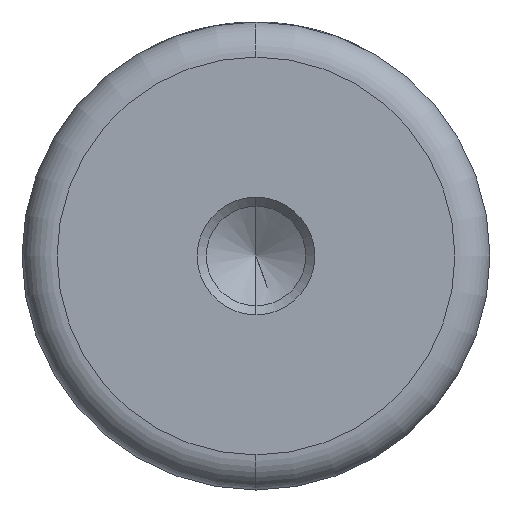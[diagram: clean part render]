
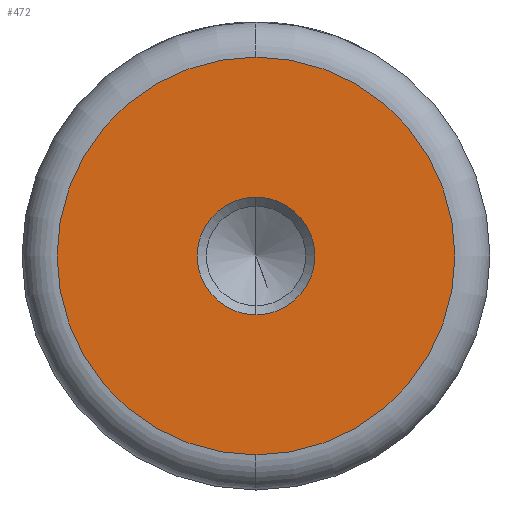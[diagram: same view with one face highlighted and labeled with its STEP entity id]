
A CAD part, left-side view. The second image highlights one B-rep face of the part: STEP entity #472.
In plain terms, the highlighted planar face has unit normal (-1, 0, 0).
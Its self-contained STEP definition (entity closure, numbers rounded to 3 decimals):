
#80 = AXIS2_PLACEMENT_3D ( 'NONE', #970, #329, #1082 ) ;
#99 = FACE_OUTER_BOUND ( 'NONE', #655, .T. ) ;
#141 = AXIS2_PLACEMENT_3D ( 'NONE', #152, #929, #283 ) ;
#152 = CARTESIAN_POINT ( 'NONE',  ( 0., 0., 0. ) ) ;
#206 = EDGE_CURVE ( 'NONE', #1388, #1317, #1342, .T. ) ;
#234 = CARTESIAN_POINT ( 'NONE',  ( 0., 0., -5.025 ) ) ;
#254 = EDGE_CURVE ( 'NONE', #797, #644, #310, .T. ) ;
#283 = DIRECTION ( 'NONE',  ( 0., 0., 1. ) ) ;
#310 = CIRCLE ( 'NONE', #80, 5.025 ) ;
#327 = FACE_BOUND ( 'NONE', #1159, .T. ) ;
#329 = DIRECTION ( 'NONE',  ( -1., 0., 0. ) ) ;
#376 = CARTESIAN_POINT ( 'NONE',  ( 0., 0., 0. ) ) ;
#472 = ADVANCED_FACE ( 'NONE', ( #327, #99 ), #499, .T. ) ;
#490 = CARTESIAN_POINT ( 'NONE',  ( 0., 0., -17. ) ) ;
#499 = PLANE ( 'NONE',  #1215 ) ;
#522 = CARTESIAN_POINT ( 'NONE',  ( 0., 0., 17. ) ) ;
#533 = DIRECTION ( 'NONE',  ( -1., 0., 0. ) ) ;
#565 = ORIENTED_EDGE ( 'NONE', *, *, #206, .T. ) ;
#570 = CIRCLE ( 'NONE', #141, 17. ) ;
#603 = DIRECTION ( 'NONE',  ( 0., 0., 1. ) ) ;
#642 = EDGE_CURVE ( 'NONE', #1317, #1388, #570, .T. ) ;
#644 = VERTEX_POINT ( 'NONE', #1263 ) ;
#649 = CARTESIAN_POINT ( 'NONE',  ( 0., 0., 0. ) ) ;
#655 = EDGE_LOOP ( 'NONE', ( #565, #933 ) ) ;
#756 = DIRECTION ( 'NONE',  ( 0., 0., 1. ) ) ;
#797 = VERTEX_POINT ( 'NONE', #234 ) ;
#927 = AXIS2_PLACEMENT_3D ( 'NONE', #1168, #533, #1284 ) ;
#929 = DIRECTION ( 'NONE',  ( -1., 0., 0. ) ) ;
#933 = ORIENTED_EDGE ( 'NONE', *, *, #642, .T. ) ;
#970 = CARTESIAN_POINT ( 'NONE',  ( 0., 0., 0. ) ) ;
#1015 = AXIS2_PLACEMENT_3D ( 'NONE', #649, #1417, #756 ) ;
#1082 = DIRECTION ( 'NONE',  ( 0., 0., 1. ) ) ;
#1127 = DIRECTION ( 'NONE',  ( -1., 0., 0. ) ) ;
#1159 = EDGE_LOOP ( 'NONE', ( #1243, #1211 ) ) ;
#1168 = CARTESIAN_POINT ( 'NONE',  ( 0., 0., 0. ) ) ;
#1211 = ORIENTED_EDGE ( 'NONE', *, *, #254, .F. ) ;
#1215 = AXIS2_PLACEMENT_3D ( 'NONE', #376, #1127, #603 ) ;
#1243 = ORIENTED_EDGE ( 'NONE', *, *, #1438, .F. ) ;
#1263 = CARTESIAN_POINT ( 'NONE',  ( 0., 0., 5.025 ) ) ;
#1284 = DIRECTION ( 'NONE',  ( 0., 0., 1. ) ) ;
#1317 = VERTEX_POINT ( 'NONE', #490 ) ;
#1342 = CIRCLE ( 'NONE', #1015, 17. ) ;
#1377 = CIRCLE ( 'NONE', #927, 5.025 ) ;
#1388 = VERTEX_POINT ( 'NONE', #522 ) ;
#1417 = DIRECTION ( 'NONE',  ( -1., 0., 0. ) ) ;
#1438 = EDGE_CURVE ( 'NONE', #644, #797, #1377, .T. ) ;
